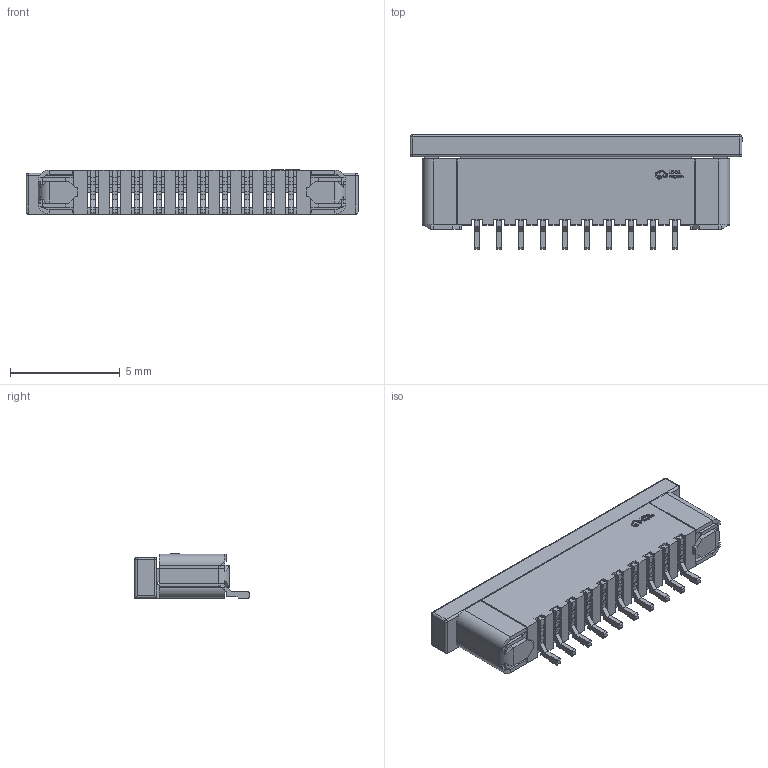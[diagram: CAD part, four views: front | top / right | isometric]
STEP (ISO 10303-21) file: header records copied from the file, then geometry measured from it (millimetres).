
FILE_DESCRIPTION (( 'STEP AP214' ), '1' );
FILE_NAME ('FPC-SMD_10P-L17.5-W5.6-P1.00.step', '2022-07-06T07:50:07', ( '' ), ( '' ), 'SwSTEP 2.0', 'SolidWorks 2020', '' );
FILE_SCHEMA (( 'AUTOMOTIVE_DESIGN' ));
Length unit declared in the file: millimetre
Products named in the file (1): FPC-SMD_10P-L17.5-W5.6-P1.00
Bounding box: 15.1 x 5.2 x 2.01 mm (x, y, z)
Volume: 78.5 mm3; surface area: 527.6 mm2
Topology: 13 solids, 13 shells, 960 faces, 2690 edges, 1762 vertices
Faces by surface type: plane 735, cylinder 111, bspline 110, sphere 4
Entity records: 42438 total; most frequent: CARTESIAN_POINT 7627, ORIENTED_EDGE 5372, DIRECTION 4362, EDGE_CURVE 2686, VECTOR 2240, LINE 2240, VERTEX_POINT 1762, AXIS2_PLACEMENT_3D 1061
